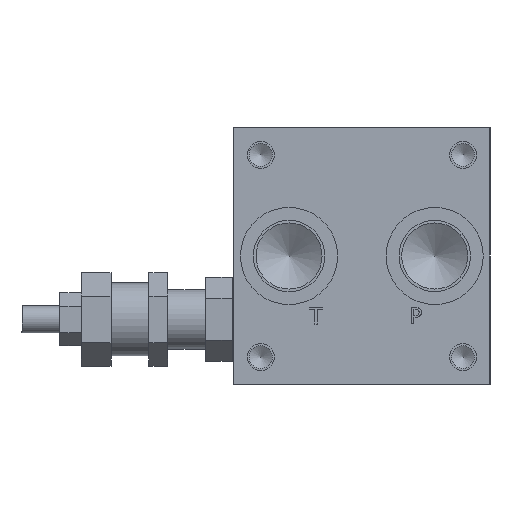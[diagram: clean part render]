
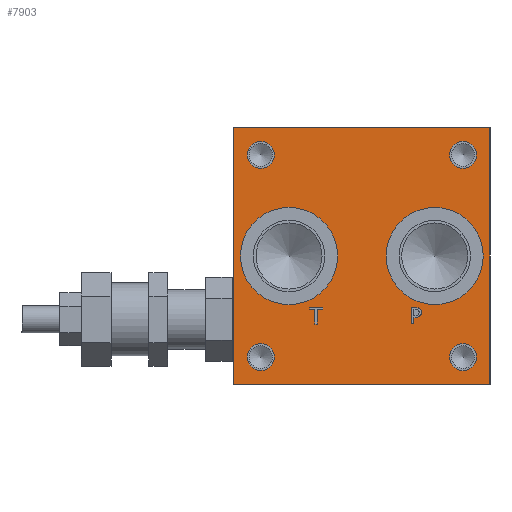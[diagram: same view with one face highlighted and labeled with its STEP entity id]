
A CAD part, left-side view. The second image highlights one B-rep face of the part: STEP entity #7903.
In plain terms, the highlighted planar face has unit normal (-1, 0, 0).
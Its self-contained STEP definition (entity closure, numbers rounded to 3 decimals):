
#284=LINE('',#11441,#985);
#479=LINE('',#12339,#1180);
#482=LINE('',#12345,#1183);
#485=LINE('',#12351,#1186);
#488=LINE('',#12357,#1189);
#491=LINE('',#12363,#1192);
#495=LINE('',#12406,#1196);
#499=LINE('',#12414,#1200);
#502=LINE('',#12420,#1203);
#505=LINE('',#12426,#1206);
#508=LINE('',#12432,#1209);
#511=LINE('',#12438,#1212);
#514=LINE('',#12444,#1215);
#517=LINE('',#12449,#1218);
#519=LINE('',#12455,#1220);
#520=LINE('',#12456,#1221);
#521=LINE('',#12457,#1222);
#985=VECTOR('',#9095,95.);
#1180=VECTOR('',#9444,1.507);
#1183=VECTOR('',#9449,6.);
#1186=VECTOR('',#9454,0.797);
#1189=VECTOR('',#9459,2.237);
#1192=VECTOR('',#9464,0.676);
#1196=VECTOR('',#9472,0.797);
#1200=VECTOR('',#9478,5.29);
#1203=VECTOR('',#9483,2.013);
#1206=VECTOR('',#9488,0.71);
#1209=VECTOR('',#9493,4.823);
#1212=VECTOR('',#9498,0.71);
#1215=VECTOR('',#9503,2.013);
#1218=VECTOR('',#9508,5.29);
#1220=VECTOR('',#9514,95.);
#1221=VECTOR('',#9515,95.);
#1222=VECTOR('',#9516,95.);
#1648=B_SPLINE_CURVE_WITH_KNOTS('',2,(#12306,#12307,#12308,#12309),
 .UNSPECIFIED.,.F.,.F.,(3,1,3),(0.,1.,2.),.UNSPECIFIED.);
#1650=B_SPLINE_CURVE_WITH_KNOTS('',2,(#12327,#12328,#12329,#12330),
 .UNSPECIFIED.,.F.,.F.,(3,1,3),(0.,1.,2.),.UNSPECIFIED.);
#1652=B_SPLINE_CURVE_WITH_KNOTS('',2,(#12376,#12377,#12378,#12379),
 .UNSPECIFIED.,.F.,.F.,(3,1,3),(0.,1.,2.),.UNSPECIFIED.);
#1654=B_SPLINE_CURVE_WITH_KNOTS('',2,(#12394,#12395,#12396,#12397),
 .UNSPECIFIED.,.F.,.F.,(3,1,3),(0.,1.,2.),.UNSPECIFIED.);
#1890=FACE_BOUND('',#3079,.T.);
#1891=FACE_BOUND('',#3080,.T.);
#1892=FACE_BOUND('',#3081,.T.);
#1893=FACE_BOUND('',#3082,.T.);
#1894=FACE_BOUND('',#3083,.T.);
#1895=FACE_BOUND('',#3084,.T.);
#1896=FACE_BOUND('',#3085,.T.);
#1897=FACE_BOUND('',#3086,.T.);
#2165=PLANE('',#8385);
#2534=FACE_OUTER_BOUND('',#3078,.T.);
#3078=EDGE_LOOP('',(#6542,#6543,#6544,#6545));
#3079=EDGE_LOOP('',(#6546));
#3080=EDGE_LOOP('',(#6547));
#3081=EDGE_LOOP('',(#6548));
#3082=EDGE_LOOP('',(#6549));
#3083=EDGE_LOOP('',(#6550));
#3084=EDGE_LOOP('',(#6551));
#3085=EDGE_LOOP('',(#6552,#6553,#6554,#6555,#6556,#6557,#6558,#6559));
#3086=EDGE_LOOP('',(#6560,#6561,#6562,#6563,#6564,#6565,#6566,#6567,#6568));
#3530=CIRCLE('',#8386,18.);
#3531=CIRCLE('',#8387,18.);
#3532=CIRCLE('',#8388,5.);
#3533=CIRCLE('',#8389,5.);
#3534=CIRCLE('',#8390,5.);
#3535=CIRCLE('',#8391,5.);
#3815=VERTEX_POINT('',#11439);
#3816=VERTEX_POINT('',#11440);
#3988=VERTEX_POINT('',#12304);
#3989=VERTEX_POINT('',#12305);
#3992=VERTEX_POINT('',#12326);
#3994=VERTEX_POINT('',#12338);
#3996=VERTEX_POINT('',#12344);
#3998=VERTEX_POINT('',#12350);
#4000=VERTEX_POINT('',#12356);
#4002=VERTEX_POINT('',#12362);
#4004=VERTEX_POINT('',#12375);
#4006=VERTEX_POINT('',#12404);
#4007=VERTEX_POINT('',#12405);
#4010=VERTEX_POINT('',#12413);
#4012=VERTEX_POINT('',#12419);
#4014=VERTEX_POINT('',#12425);
#4016=VERTEX_POINT('',#12431);
#4018=VERTEX_POINT('',#12437);
#4020=VERTEX_POINT('',#12443);
#4022=VERTEX_POINT('',#12453);
#4023=VERTEX_POINT('',#12454);
#4024=VERTEX_POINT('',#12458);
#4025=VERTEX_POINT('',#12460);
#4026=VERTEX_POINT('',#12462);
#4027=VERTEX_POINT('',#12464);
#4028=VERTEX_POINT('',#12466);
#4029=VERTEX_POINT('',#12468);
#4661=EDGE_CURVE('',#3815,#3816,#284,.T.);
#4914=EDGE_CURVE('',#3988,#3989,#1648,.T.);
#4918=EDGE_CURVE('',#3992,#3988,#1650,.T.);
#4921=EDGE_CURVE('',#3994,#3992,#479,.T.);
#4924=EDGE_CURVE('',#3996,#3994,#482,.T.);
#4927=EDGE_CURVE('',#3998,#3996,#485,.T.);
#4930=EDGE_CURVE('',#4000,#3998,#488,.T.);
#4933=EDGE_CURVE('',#4002,#4000,#491,.T.);
#4936=EDGE_CURVE('',#4004,#4002,#1652,.T.);
#4939=EDGE_CURVE('',#3989,#4004,#1654,.T.);
#4941=EDGE_CURVE('',#4006,#4007,#495,.T.);
#4945=EDGE_CURVE('',#4010,#4006,#499,.T.);
#4948=EDGE_CURVE('',#4012,#4010,#502,.T.);
#4951=EDGE_CURVE('',#4014,#4012,#505,.T.);
#4954=EDGE_CURVE('',#4016,#4014,#508,.T.);
#4957=EDGE_CURVE('',#4018,#4016,#511,.T.);
#4960=EDGE_CURVE('',#4020,#4018,#514,.T.);
#4963=EDGE_CURVE('',#4007,#4020,#517,.T.);
#4965=EDGE_CURVE('',#4022,#4023,#519,.T.);
#4966=EDGE_CURVE('',#3816,#4023,#520,.T.);
#4967=EDGE_CURVE('',#4022,#3815,#521,.T.);
#4968=EDGE_CURVE('',#4024,#4024,#3530,.T.);
#4969=EDGE_CURVE('',#4025,#4025,#3531,.T.);
#4970=EDGE_CURVE('',#4026,#4026,#3532,.T.);
#4971=EDGE_CURVE('',#4027,#4027,#3533,.T.);
#4972=EDGE_CURVE('',#4028,#4028,#3534,.T.);
#4973=EDGE_CURVE('',#4029,#4029,#3535,.T.);
#6542=ORIENTED_EDGE('',*,*,#4965,.T.);
#6543=ORIENTED_EDGE('',*,*,#4966,.F.);
#6544=ORIENTED_EDGE('',*,*,#4661,.F.);
#6545=ORIENTED_EDGE('',*,*,#4967,.F.);
#6546=ORIENTED_EDGE('',*,*,#4968,.T.);
#6547=ORIENTED_EDGE('',*,*,#4969,.T.);
#6548=ORIENTED_EDGE('',*,*,#4970,.T.);
#6549=ORIENTED_EDGE('',*,*,#4971,.T.);
#6550=ORIENTED_EDGE('',*,*,#4972,.T.);
#6551=ORIENTED_EDGE('',*,*,#4973,.T.);
#6552=ORIENTED_EDGE('',*,*,#4941,.T.);
#6553=ORIENTED_EDGE('',*,*,#4963,.T.);
#6554=ORIENTED_EDGE('',*,*,#4960,.T.);
#6555=ORIENTED_EDGE('',*,*,#4957,.T.);
#6556=ORIENTED_EDGE('',*,*,#4954,.T.);
#6557=ORIENTED_EDGE('',*,*,#4951,.T.);
#6558=ORIENTED_EDGE('',*,*,#4948,.T.);
#6559=ORIENTED_EDGE('',*,*,#4945,.T.);
#6560=ORIENTED_EDGE('',*,*,#4914,.T.);
#6561=ORIENTED_EDGE('',*,*,#4939,.T.);
#6562=ORIENTED_EDGE('',*,*,#4936,.T.);
#6563=ORIENTED_EDGE('',*,*,#4933,.T.);
#6564=ORIENTED_EDGE('',*,*,#4930,.T.);
#6565=ORIENTED_EDGE('',*,*,#4927,.T.);
#6566=ORIENTED_EDGE('',*,*,#4924,.T.);
#6567=ORIENTED_EDGE('',*,*,#4921,.T.);
#6568=ORIENTED_EDGE('',*,*,#4918,.T.);
#7903=ADVANCED_FACE('',(#2534,#1890,#1891,#1892,#1893,#1894,#1895,#1896,
#1897),#2165,.F.);
#8385=AXIS2_PLACEMENT_3D('',#12452,#9512,#9513);
#8386=AXIS2_PLACEMENT_3D('',#12459,#9517,#9518);
#8387=AXIS2_PLACEMENT_3D('',#12461,#9519,#9520);
#8388=AXIS2_PLACEMENT_3D('',#12463,#9521,#9522);
#8389=AXIS2_PLACEMENT_3D('',#12465,#9523,#9524);
#8390=AXIS2_PLACEMENT_3D('',#12467,#9525,#9526);
#8391=AXIS2_PLACEMENT_3D('',#12469,#9527,#9528);
#9095=DIRECTION('',(0.,0.,-1.));
#9444=DIRECTION('',(0.,-1.,0.));
#9449=DIRECTION('',(0.,0.,1.));
#9454=DIRECTION('',(0.,1.,0.));
#9459=DIRECTION('',(0.,0.,-1.));
#9464=DIRECTION('',(0.,1.,0.));
#9472=DIRECTION('',(0.,1.,0.));
#9478=DIRECTION('',(0.,0.,-1.));
#9483=DIRECTION('',(0.,1.,0.));
#9488=DIRECTION('',(0.,0.,-1.));
#9493=DIRECTION('',(0.,-1.,0.));
#9498=DIRECTION('',(0.,0.,1.));
#9503=DIRECTION('',(0.,1.,0.));
#9508=DIRECTION('',(0.,0.,1.));
#9512=DIRECTION('center_axis',(1.,0.,0.));
#9513=DIRECTION('ref_axis',(0.,0.,-1.));
#9514=DIRECTION('',(0.,0.,-1.));
#9515=DIRECTION('',(0.,1.,0.));
#9516=DIRECTION('',(0.,-1.,0.));
#9517=DIRECTION('center_axis',(1.,0.,0.));
#9518=DIRECTION('ref_axis',(0.,1.,0.));
#9519=DIRECTION('center_axis',(1.,0.,0.));
#9520=DIRECTION('ref_axis',(0.,1.,0.));
#9521=DIRECTION('center_axis',(1.,0.,0.));
#9522=DIRECTION('ref_axis',(0.,0.,1.));
#9523=DIRECTION('center_axis',(1.,0.,0.));
#9524=DIRECTION('ref_axis',(0.,0.,1.));
#9525=DIRECTION('center_axis',(1.,0.,0.));
#9526=DIRECTION('ref_axis',(0.,0.,1.));
#9527=DIRECTION('center_axis',(1.,0.,0.));
#9528=DIRECTION('ref_axis',(0.,0.,1.));
#11439=CARTESIAN_POINT('',(640.,0.,140.));
#11440=CARTESIAN_POINT('',(640.,0.,45.));
#11441=CARTESIAN_POINT('',(640.,0.,92.5));
#12304=CARTESIAN_POINT('',(640.,26.169,73.064));
#12305=CARTESIAN_POINT('',(640.,25.454,71.629));
#12306=CARTESIAN_POINT('Ctrl Pts',(640.,26.169,73.064));
#12307=CARTESIAN_POINT('Ctrl Pts',(640.,25.834,72.835));
#12308=CARTESIAN_POINT('Ctrl Pts',(640.,25.454,72.13));
#12309=CARTESIAN_POINT('Ctrl Pts',(640.,25.454,71.629));
#12326=CARTESIAN_POINT('',(640.,27.74,73.438));
#12327=CARTESIAN_POINT('Ctrl Pts',(640.,27.74,73.438));
#12328=CARTESIAN_POINT('Ctrl Pts',(640.,27.205,73.438));
#12329=CARTESIAN_POINT('Ctrl Pts',(640.,26.456,73.263));
#12330=CARTESIAN_POINT('Ctrl Pts',(640.,26.169,73.064));
#12338=CARTESIAN_POINT('',(640.,29.247,73.438));
#12339=CARTESIAN_POINT('',(640.,38.373,73.438));
#12344=CARTESIAN_POINT('',(640.,29.247,67.438));
#12345=CARTESIAN_POINT('',(640.,29.247,79.969));
#12350=CARTESIAN_POINT('',(640.,28.449,67.438));
#12351=CARTESIAN_POINT('',(640.,37.975,67.438));
#12356=CARTESIAN_POINT('',(640.,28.449,69.675));
#12357=CARTESIAN_POINT('',(640.,28.449,81.087));
#12362=CARTESIAN_POINT('',(640.,27.774,69.675));
#12363=CARTESIAN_POINT('',(640.,37.637,69.675));
#12375=CARTESIAN_POINT('',(640.,25.979,70.297));
#12376=CARTESIAN_POINT('Ctrl Pts',(640.,25.979,70.297));
#12377=CARTESIAN_POINT('Ctrl Pts',(640.,26.291,69.991));
#12378=CARTESIAN_POINT('Ctrl Pts',(640.,27.132,69.675));
#12379=CARTESIAN_POINT('Ctrl Pts',(640.,27.774,69.675));
#12394=CARTESIAN_POINT('Ctrl Pts',(640.,25.454,71.629));
#12395=CARTESIAN_POINT('Ctrl Pts',(640.,25.454,71.24));
#12396=CARTESIAN_POINT('Ctrl Pts',(640.,25.731,70.54));
#12397=CARTESIAN_POINT('Ctrl Pts',(640.,25.979,70.297));
#12404=CARTESIAN_POINT('',(640.,64.097,67.283));
#12405=CARTESIAN_POINT('',(640.,64.894,67.283));
#12406=CARTESIAN_POINT('',(640.,55.798,67.283));
#12413=CARTESIAN_POINT('',(640.,64.097,72.574));
#12414=CARTESIAN_POINT('',(640.,64.097,82.537));
#12419=CARTESIAN_POINT('',(640.,62.084,72.574));
#12420=CARTESIAN_POINT('',(640.,54.792,72.574));
#12425=CARTESIAN_POINT('',(640.,62.084,73.283));
#12426=CARTESIAN_POINT('',(640.,62.084,82.892));
#12431=CARTESIAN_POINT('',(640.,66.907,73.283));
#12432=CARTESIAN_POINT('',(640.,57.204,73.283));
#12437=CARTESIAN_POINT('',(640.,66.907,72.574));
#12438=CARTESIAN_POINT('',(640.,66.907,82.537));
#12443=CARTESIAN_POINT('',(640.,64.894,72.574));
#12444=CARTESIAN_POINT('',(640.,56.197,72.574));
#12449=CARTESIAN_POINT('',(640.,64.894,79.892));
#12452=CARTESIAN_POINT('Origin',(640.,47.5,92.5));
#12453=CARTESIAN_POINT('',(640.,95.,140.));
#12454=CARTESIAN_POINT('',(640.,95.,45.));
#12455=CARTESIAN_POINT('',(640.,95.,92.5));
#12456=CARTESIAN_POINT('',(640.,47.5,45.));
#12457=CARTESIAN_POINT('',(640.,47.5,140.));
#12458=CARTESIAN_POINT('',(640.,2.5,92.5));
#12459=CARTESIAN_POINT('Origin',(640.,20.5,92.5));
#12460=CARTESIAN_POINT('',(640.,56.5,92.5));
#12461=CARTESIAN_POINT('Origin',(640.,74.5,92.5));
#12462=CARTESIAN_POINT('',(640.,10.,60.));
#12463=CARTESIAN_POINT('Origin',(640.,10.,55.));
#12464=CARTESIAN_POINT('',(640.,10.,135.));
#12465=CARTESIAN_POINT('Origin',(640.,10.,130.));
#12466=CARTESIAN_POINT('',(640.,85.,60.));
#12467=CARTESIAN_POINT('Origin',(640.,85.,55.));
#12468=CARTESIAN_POINT('',(640.,85.,135.));
#12469=CARTESIAN_POINT('Origin',(640.,85.,130.));
